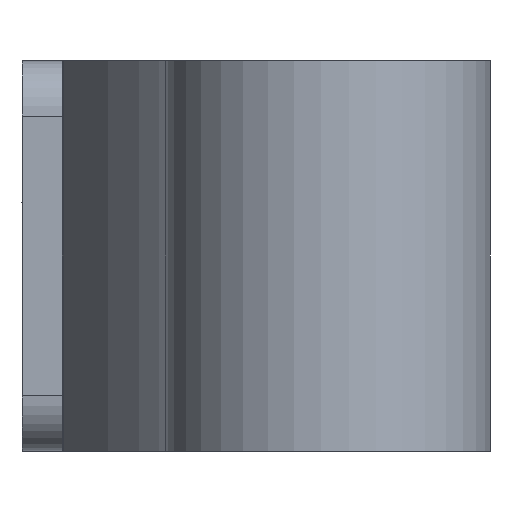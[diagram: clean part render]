
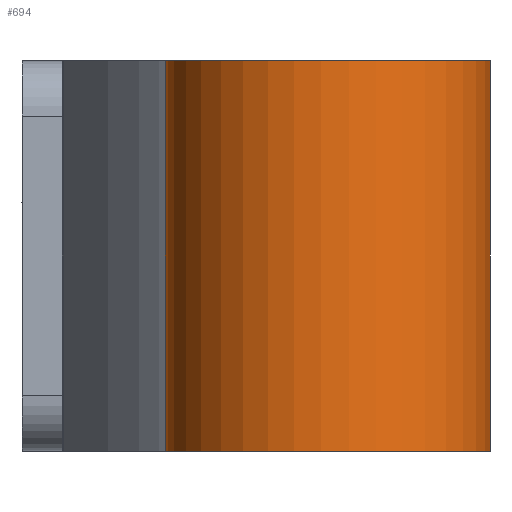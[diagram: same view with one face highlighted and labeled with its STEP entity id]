
A CAD part, left-side view. The second image highlights one B-rep face of the part: STEP entity #694.
In plain terms, the highlighted cylindrical face has radius 10 mm (diameter 20 mm), a partial arc.
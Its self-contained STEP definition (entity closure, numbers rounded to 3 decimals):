
#72=FACE_OUTER_BOUND('',#113,.T.);
#113=EDGE_LOOP('',(#598,#599,#600,#601));
#168=LINE('',#1241,#220);
#169=LINE('',#1245,#221);
#220=VECTOR('',#999,10.);
#221=VECTOR('',#1004,10.);
#248=CIRCLE('',#752,10.);
#266=CIRCLE('',#790,10.);
#311=VERTEX_POINT('',#1140);
#312=VERTEX_POINT('',#1142);
#334=VERTEX_POINT('',#1239);
#335=VERTEX_POINT('',#1243);
#390=EDGE_CURVE('',#312,#311,#248,.T.);
#432=EDGE_CURVE('',#311,#334,#168,.T.);
#433=EDGE_CURVE('',#335,#334,#266,.T.);
#434=EDGE_CURVE('',#312,#335,#169,.T.);
#598=ORIENTED_EDGE('',*,*,#390,.T.);
#599=ORIENTED_EDGE('',*,*,#432,.T.);
#600=ORIENTED_EDGE('',*,*,#433,.F.);
#601=ORIENTED_EDGE('',*,*,#434,.F.);
#659=CYLINDRICAL_SURFACE('',#789,10.);
#694=ADVANCED_FACE('',(#72),#659,.T.);
#752=AXIS2_PLACEMENT_3D('',#1143,#904,#905);
#789=AXIS2_PLACEMENT_3D('',#1242,#1000,#1001);
#790=AXIS2_PLACEMENT_3D('',#1244,#1002,#1003);
#904=DIRECTION('center_axis',(0.,0.,1.));
#905=DIRECTION('ref_axis',(1.,0.,0.));
#999=DIRECTION('',(0.,0.,1.));
#1000=DIRECTION('center_axis',(0.,0.,1.));
#1001=DIRECTION('ref_axis',(-0.991,-0.131,0.));
#1002=DIRECTION('center_axis',(0.,0.,1.));
#1003=DIRECTION('ref_axis',(1.,0.,0.));
#1004=DIRECTION('',(0.,0.,1.));
#1140=CARTESIAN_POINT('',(1.442,-11.459,0.));
#1142=CARTESIAN_POINT('',(-1.146,8.2,0.));
#1143=CARTESIAN_POINT('Origin',(-1.146,-1.8,0.));
#1239=CARTESIAN_POINT('',(1.442,-11.459,24.));
#1241=CARTESIAN_POINT('',(1.442,-11.459,0.));
#1242=CARTESIAN_POINT('Origin',(-1.146,-1.8,0.));
#1243=CARTESIAN_POINT('',(-1.146,8.2,24.));
#1244=CARTESIAN_POINT('Origin',(-1.146,-1.8,24.));
#1245=CARTESIAN_POINT('',(-1.146,8.2,0.));
